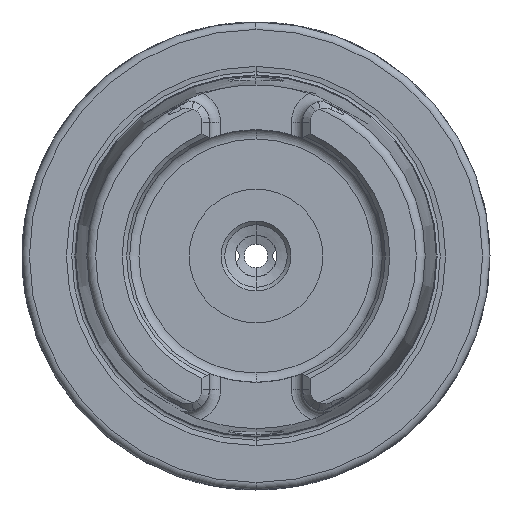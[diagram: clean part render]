
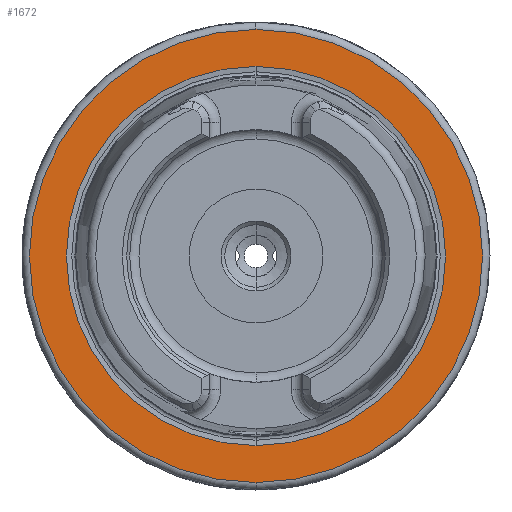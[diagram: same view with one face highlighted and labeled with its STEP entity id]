
A CAD part, left-side view. The second image highlights one B-rep face of the part: STEP entity #1672.
In plain terms, the highlighted planar face has unit normal (-1, 0, 0).
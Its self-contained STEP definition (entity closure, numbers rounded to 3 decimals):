
#191 = CARTESIAN_POINT ( 'NONE',  ( -24., 0., 0. ) ) ;
#199 = DIRECTION ( 'NONE',  ( 0., 0., -1. ) ) ;
#247 = EDGE_CURVE ( 'NONE', #7479, #2493, #4271, .T. ) ;
#857 = DIRECTION ( 'NONE',  ( -1., 0., 0. ) ) ;
#1049 = CARTESIAN_POINT ( 'NONE',  ( -24., 0., -25.521 ) ) ;
#1063 = VERTEX_POINT ( 'NONE', #1049 ) ;
#1133 = CIRCLE ( 'NONE', #3313, 25.521 ) ;
#1337 = EDGE_CURVE ( 'NONE', #2493, #7479, #3601, .T. ) ;
#1467 = DIRECTION ( 'NONE',  ( 0., 0., -1. ) ) ;
#1632 = DIRECTION ( 'NONE',  ( -1., 0., 0. ) ) ;
#1672 = ADVANCED_FACE ( 'NONE', ( #3414, #3404 ), #2970, .F. ) ;
#1766 = CARTESIAN_POINT ( 'NONE',  ( -24., 0., 25.521 ) ) ;
#1989 = EDGE_CURVE ( 'NONE', #6763, #1063, #3150, .T. ) ;
#1990 = ORIENTED_EDGE ( 'NONE', *, *, #1337, .T. ) ;
#2493 = VERTEX_POINT ( 'NONE', #4314 ) ;
#2555 = CARTESIAN_POINT ( 'NONE',  ( -24., 31.5, 0. ) ) ;
#2898 = CARTESIAN_POINT ( 'NONE',  ( -24., 0., 30.5 ) ) ;
#2970 = PLANE ( 'NONE',  #7592 ) ;
#2998 = DIRECTION ( 'NONE',  ( 1., 0., 0. ) ) ;
#3150 = CIRCLE ( 'NONE', #7296, 25.521 ) ;
#3313 = AXIS2_PLACEMENT_3D ( 'NONE', #6293, #6594, #7500 ) ;
#3404 = FACE_BOUND ( 'NONE', #5163, .T. ) ;
#3414 = FACE_OUTER_BOUND ( 'NONE', #5600, .T. ) ;
#3601 = CIRCLE ( 'NONE', #7831, 30.5 ) ;
#4271 = CIRCLE ( 'NONE', #4327, 30.5 ) ;
#4314 = CARTESIAN_POINT ( 'NONE',  ( -24., 0., -30.5 ) ) ;
#4327 = AXIS2_PLACEMENT_3D ( 'NONE', #4360, #1632, #1467 ) ;
#4360 = CARTESIAN_POINT ( 'NONE',  ( -24., 0., 0. ) ) ;
#4512 = EDGE_CURVE ( 'NONE', #1063, #6763, #1133, .T. ) ;
#5163 = EDGE_LOOP ( 'NONE', ( #6981, #6889 ) ) ;
#5600 = EDGE_LOOP ( 'NONE', ( #1990, #6588 ) ) ;
#6119 = DIRECTION ( 'NONE',  ( 0., 0., -1. ) ) ;
#6200 = CARTESIAN_POINT ( 'NONE',  ( -24., 0., 0. ) ) ;
#6224 = DIRECTION ( 'NONE',  ( 1., 0., 0. ) ) ;
#6241 = DIRECTION ( 'NONE',  ( 0., 0., -1. ) ) ;
#6293 = CARTESIAN_POINT ( 'NONE',  ( -24., 0., 0. ) ) ;
#6588 = ORIENTED_EDGE ( 'NONE', *, *, #247, .T. ) ;
#6594 = DIRECTION ( 'NONE',  ( 1., 0., 0. ) ) ;
#6763 = VERTEX_POINT ( 'NONE', #1766 ) ;
#6889 = ORIENTED_EDGE ( 'NONE', *, *, #4512, .T. ) ;
#6981 = ORIENTED_EDGE ( 'NONE', *, *, #1989, .T. ) ;
#7296 = AXIS2_PLACEMENT_3D ( 'NONE', #6200, #6224, #6241 ) ;
#7479 = VERTEX_POINT ( 'NONE', #2898 ) ;
#7500 = DIRECTION ( 'NONE',  ( 0., 0., -1. ) ) ;
#7592 = AXIS2_PLACEMENT_3D ( 'NONE', #2555, #2998, #6119 ) ;
#7831 = AXIS2_PLACEMENT_3D ( 'NONE', #191, #857, #199 ) ;
